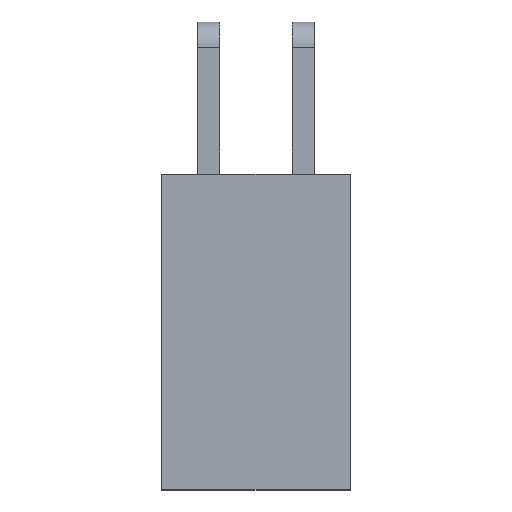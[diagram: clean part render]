
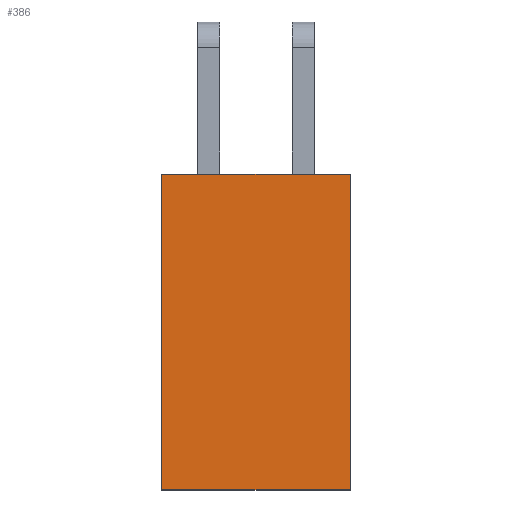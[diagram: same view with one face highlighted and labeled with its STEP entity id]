
A CAD part, top view. The second image highlights one B-rep face of the part: STEP entity #386.
In plain terms, the highlighted planar face has unit normal (0, 0, 1).
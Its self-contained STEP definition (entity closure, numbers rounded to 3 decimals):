
#386=ADVANCED_FACE('',(#2506),#2508,.T.);
#2506=FACE_BOUND('',#2507,.T.);
#2507=EDGE_LOOP('',(#4209,#4210,#4211,#4212));
#2508=PLANE('',#2509);
#2509=AXIS2_PLACEMENT_3D('',#2510,#2511,#2512);
#2510=CARTESIAN_POINT('',(1.27,-1.36,5.08));
#2511=DIRECTION('',(0.,0.,1.));
#2512=DIRECTION('',(-1.,0.,0.));
#4209=ORIENTED_EDGE('',*,*,#5353,.T.);
#4210=ORIENTED_EDGE('',*,*,#5451,.F.);
#4211=ORIENTED_EDGE('',*,*,#5360,.F.);
#4212=ORIENTED_EDGE('',*,*,#5468,.T.);
#5353=EDGE_CURVE('',#6085,#6083,#6086,.T.);
#5360=EDGE_CURVE('',#6095,#6097,#6098,.T.);
#5451=EDGE_CURVE('',#6097,#6083,#6259,.T.);
#5468=EDGE_CURVE('',#6095,#6085,#6292,.T.);
#6083=VERTEX_POINT('',#7337);
#6085=VERTEX_POINT('',#7341);
#6086=LINE('',#7342,#7343);
#6095=VERTEX_POINT('',#7363);
#6097=VERTEX_POINT('',#7367);
#6098=LINE('',#7368,#7369);
#6259=LINE('',#7723,#7724);
#6292=LINE('',#7790,#7791);
#7337=CARTESIAN_POINT('',(-1.27,-9.86,5.08));
#7341=CARTESIAN_POINT('',(-1.27,-1.36,5.08));
#7342=CARTESIAN_POINT('',(-1.27,-1.36,5.08));
#7343=VECTOR('',#7344,1.);
#7344=DIRECTION('',(0.,-1.,0.));
#7363=CARTESIAN_POINT('',(3.81,-1.36,5.08));
#7367=CARTESIAN_POINT('',(3.81,-9.86,5.08));
#7368=CARTESIAN_POINT('',(3.81,-1.36,5.08));
#7369=VECTOR('',#7370,1.);
#7370=DIRECTION('',(0.,-1.,0.));
#7723=CARTESIAN_POINT('',(3.81,-9.86,5.08));
#7724=VECTOR('',#7725,1.);
#7725=DIRECTION('',(-1.,0.,0.));
#7790=CARTESIAN_POINT('',(3.81,-1.36,5.08));
#7791=VECTOR('',#7792,1.);
#7792=DIRECTION('',(-1.,0.,0.));
